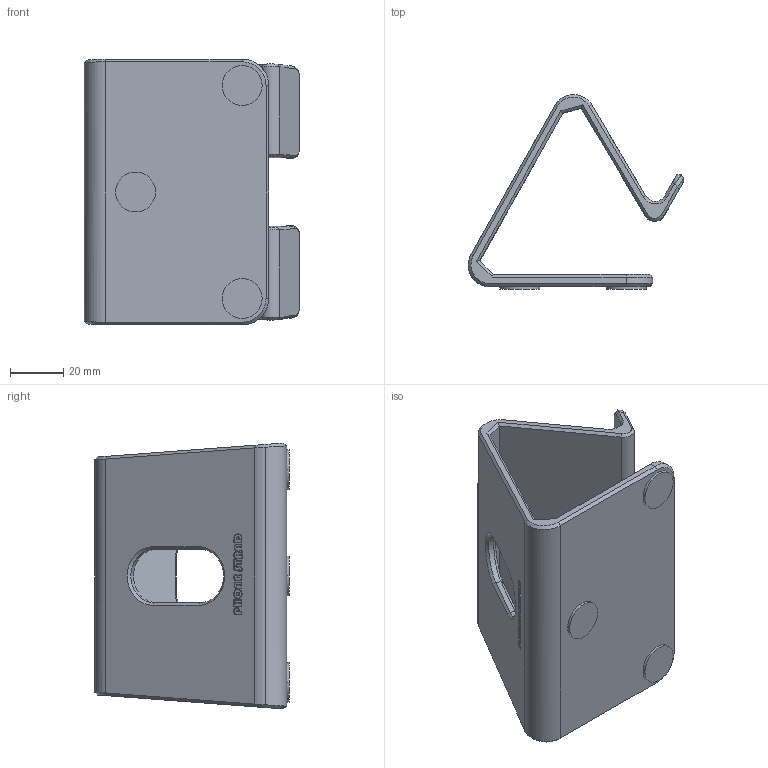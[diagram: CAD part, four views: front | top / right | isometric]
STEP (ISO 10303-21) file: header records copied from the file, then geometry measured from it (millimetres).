
FILE_DESCRIPTION (( 'STEP AP203' ), '1' );
FILE_NAME ('零件16-9-3D打印手机支架.STEP', '2023-05-09T03:06:41', ( '' ), ( '' ), 'SwSTEP 2.0', 'SolidWorks 2020', '' );
FILE_SCHEMA (( 'CONFIG_CONTROL_DESIGN' ));
Length unit declared in the file: millimetre
Products named in the file (1): 零件16-9-3D打印手机支架
Bounding box: 80.97 x 73.04 x 99.83 mm (x, y, z)
Volume: 81346.9 mm3; surface area: 40169.6 mm2
Topology: 1 solids, 1 shells, 374 faces, 964 edges, 621 vertices
Faces by surface type: plane 214, bspline 122, cylinder 28, cone 10
Entity records: 18766 total; most frequent: CARTESIAN_POINT 10510, ORIENTED_EDGE 1928, DIRECTION 1217, EDGE_CURVE 964, VECTOR 629, LINE 629, VERTEX_POINT 621, EDGE_LOOP 405
